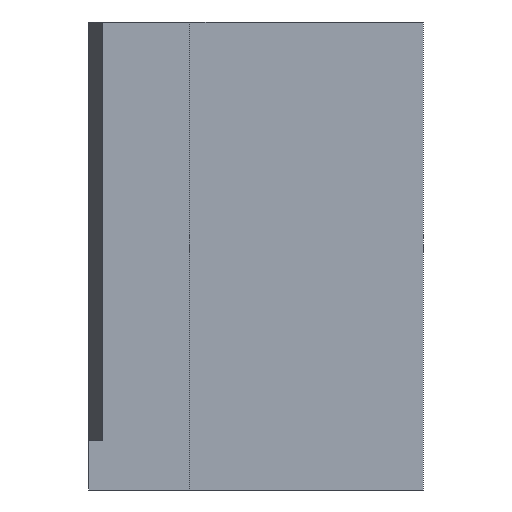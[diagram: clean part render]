
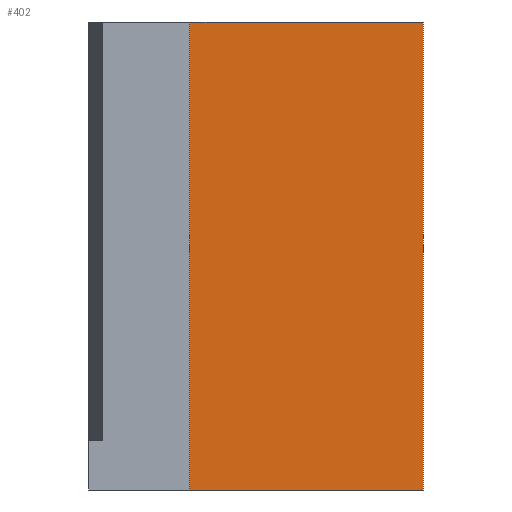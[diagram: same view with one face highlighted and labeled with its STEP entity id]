
A CAD part, front view. The second image highlights one B-rep face of the part: STEP entity #402.
In plain terms, the highlighted planar face has unit normal (0, -1, 0).
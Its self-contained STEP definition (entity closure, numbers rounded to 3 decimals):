
#32 = PLANE('',#33);
#33 = AXIS2_PLACEMENT_3D('',#34,#35,#36);
#34 = CARTESIAN_POINT('',(38.025,5.999,-9.057
    ));
#35 = DIRECTION('',(1.,0.,-0.));
#36 = DIRECTION('',(0.,0.,1.));
#55 = VERTEX_POINT('',#56);
#56 = CARTESIAN_POINT('',(38.025,27.,29.));
#69 = PLANE('',#70);
#70 = AXIS2_PLACEMENT_3D('',#71,#72,#73);
#71 = CARTESIAN_POINT('',(30.,27.,29.));
#72 = DIRECTION('',(0.,0.,1.));
#73 = DIRECTION('',(1.,0.,-0.));
#80 = EDGE_CURVE('',#81,#55,#83,.T.);
#81 = VERTEX_POINT('',#82);
#82 = CARTESIAN_POINT('',(38.025,27.,15.));
#83 = SURFACE_CURVE('',#84,(#88,#94),.PCURVE_S1.);
#84 = LINE('',#85,#86);
#85 = CARTESIAN_POINT('',(38.025,27.,-4.529));
#86 = VECTOR('',#87,1.);
#87 = DIRECTION('',(0.,0.,1.));
#88 = PCURVE('',#32,#89);
#89 = DEFINITIONAL_REPRESENTATION('',(#90),#93);
#90 = B_SPLINE_CURVE_WITH_KNOTS('',1,(#91,#92),.UNSPECIFIED.,.F.,.F.,(2,
    2),(4.529,45.357),.PIECEWISE_BEZIER_KNOTS.);
#91 = CARTESIAN_POINT('',(9.057,-21.001));
#92 = CARTESIAN_POINT('',(49.885,-21.001));
#93 = ( GEOMETRIC_REPRESENTATION_CONTEXT(2) 
PARAMETRIC_REPRESENTATION_CONTEXT() REPRESENTATION_CONTEXT('2D SPACE',''
  ) );
#94 = PCURVE('',#95,#100);
#95 = PLANE('',#96);
#96 = AXIS2_PLACEMENT_3D('',#97,#98,#99);
#97 = CARTESIAN_POINT('',(35.,27.,0.));
#98 = DIRECTION('',(-0.,1.,0.));
#99 = DIRECTION('',(0.,0.,1.));
#100 = DEFINITIONAL_REPRESENTATION('',(#101),#104);
#101 = B_SPLINE_CURVE_WITH_KNOTS('',1,(#102,#103),.UNSPECIFIED.,.F.,.F.,
  (2,2),(4.529,45.357),.PIECEWISE_BEZIER_KNOTS.);
#102 = CARTESIAN_POINT('',(0.,3.025));
#103 = CARTESIAN_POINT('',(40.828,3.025));
#104 = ( GEOMETRIC_REPRESENTATION_CONTEXT(2) 
PARAMETRIC_REPRESENTATION_CONTEXT() REPRESENTATION_CONTEXT('2D SPACE',''
  ) );
#119 = PLANE('',#120);
#120 = AXIS2_PLACEMENT_3D('',#121,#122,#123);
#121 = CARTESIAN_POINT('',(10.,25.,15.));
#122 = DIRECTION('',(0.,0.,1.));
#123 = DIRECTION('',(1.,0.,-0.));
#306 = EDGE_CURVE('',#81,#307,#309,.T.);
#307 = VERTEX_POINT('',#308);
#308 = CARTESIAN_POINT('',(45.,27.,15.));
#309 = SURFACE_CURVE('',#310,(#314,#320),.PCURVE_S1.);
#310 = LINE('',#311,#312);
#311 = CARTESIAN_POINT('',(22.5,27.,15.));
#312 = VECTOR('',#313,1.);
#313 = DIRECTION('',(1.,0.,-0.));
#314 = PCURVE('',#119,#315);
#315 = DEFINITIONAL_REPRESENTATION('',(#316),#319);
#316 = B_SPLINE_CURVE_WITH_KNOTS('',1,(#317,#318),.UNSPECIFIED.,.F.,.F.,
  (2,2),(15.525,40.313),.PIECEWISE_BEZIER_KNOTS.);
#317 = CARTESIAN_POINT('',(28.025,2.));
#318 = CARTESIAN_POINT('',(52.813,2.));
#319 = ( GEOMETRIC_REPRESENTATION_CONTEXT(2) 
PARAMETRIC_REPRESENTATION_CONTEXT() REPRESENTATION_CONTEXT('2D SPACE',''
  ) );
#320 = PCURVE('',#95,#321);
#321 = DEFINITIONAL_REPRESENTATION('',(#322),#325);
#322 = B_SPLINE_CURVE_WITH_KNOTS('',1,(#323,#324),.UNSPECIFIED.,.F.,.F.,
  (2,2),(15.525,40.313),.PIECEWISE_BEZIER_KNOTS.);
#323 = CARTESIAN_POINT('',(15.,3.025));
#324 = CARTESIAN_POINT('',(15.,27.813));
#325 = ( GEOMETRIC_REPRESENTATION_CONTEXT(2) 
PARAMETRIC_REPRESENTATION_CONTEXT() REPRESENTATION_CONTEXT('2D SPACE',''
  ) );
#342 = PLANE('',#343);
#343 = AXIS2_PLACEMENT_3D('',#344,#345,#346);
#344 = CARTESIAN_POINT('',(45.,25.,10.));
#345 = DIRECTION('',(1.,0.,-0.));
#346 = DIRECTION('',(0.,0.,1.));
#402 = ADVANCED_FACE('',(#403),#95,.F.);
#403 = FACE_BOUND('',#404,.F.);
#404 = EDGE_LOOP('',(#405,#406,#407,#430));
#405 = ORIENTED_EDGE('',*,*,#306,.F.);
#406 = ORIENTED_EDGE('',*,*,#80,.T.);
#407 = ORIENTED_EDGE('',*,*,#408,.T.);
#408 = EDGE_CURVE('',#55,#409,#411,.T.);
#409 = VERTEX_POINT('',#410);
#410 = CARTESIAN_POINT('',(45.,27.,29.));
#411 = SURFACE_CURVE('',#412,(#416,#423),.PCURVE_S1.);
#412 = LINE('',#413,#414);
#413 = CARTESIAN_POINT('',(30.,27.,29.));
#414 = VECTOR('',#415,1.);
#415 = DIRECTION('',(1.,0.,-0.));
#416 = PCURVE('',#95,#417);
#417 = DEFINITIONAL_REPRESENTATION('',(#418),#422);
#418 = LINE('',#419,#420);
#419 = CARTESIAN_POINT('',(29.,-5.));
#420 = VECTOR('',#421,1.);
#421 = DIRECTION('',(0.,1.));
#422 = ( GEOMETRIC_REPRESENTATION_CONTEXT(2) 
PARAMETRIC_REPRESENTATION_CONTEXT() REPRESENTATION_CONTEXT('2D SPACE',''
  ) );
#423 = PCURVE('',#69,#424);
#424 = DEFINITIONAL_REPRESENTATION('',(#425),#429);
#425 = LINE('',#426,#427);
#426 = CARTESIAN_POINT('',(0.,0.));
#427 = VECTOR('',#428,1.);
#428 = DIRECTION('',(1.,0.));
#429 = ( GEOMETRIC_REPRESENTATION_CONTEXT(2) 
PARAMETRIC_REPRESENTATION_CONTEXT() REPRESENTATION_CONTEXT('2D SPACE',''
  ) );
#430 = ORIENTED_EDGE('',*,*,#431,.T.);
#431 = EDGE_CURVE('',#409,#307,#432,.T.);
#432 = SURFACE_CURVE('',#433,(#437,#443),.PCURVE_S1.);
#433 = LINE('',#434,#435);
#434 = CARTESIAN_POINT('',(45.,27.,5.));
#435 = VECTOR('',#436,1.);
#436 = DIRECTION('',(-0.,0.,-1.));
#437 = PCURVE('',#95,#438);
#438 = DEFINITIONAL_REPRESENTATION('',(#439),#442);
#439 = B_SPLINE_CURVE_WITH_KNOTS('',1,(#440,#441),.UNSPECIFIED.,.F.,.F.,
  (2,2),(-35.828,-10.),.PIECEWISE_BEZIER_KNOTS.);
#440 = CARTESIAN_POINT('',(40.828,10.));
#441 = CARTESIAN_POINT('',(15.,10.));
#442 = ( GEOMETRIC_REPRESENTATION_CONTEXT(2) 
PARAMETRIC_REPRESENTATION_CONTEXT() REPRESENTATION_CONTEXT('2D SPACE',''
  ) );
#443 = PCURVE('',#342,#444);
#444 = DEFINITIONAL_REPRESENTATION('',(#445),#448);
#445 = B_SPLINE_CURVE_WITH_KNOTS('',1,(#446,#447),.UNSPECIFIED.,.F.,.F.,
  (2,2),(-35.828,-10.),.PIECEWISE_BEZIER_KNOTS.);
#446 = CARTESIAN_POINT('',(30.828,-2.));
#447 = CARTESIAN_POINT('',(5.,-2.));
#448 = ( GEOMETRIC_REPRESENTATION_CONTEXT(2) 
PARAMETRIC_REPRESENTATION_CONTEXT() REPRESENTATION_CONTEXT('2D SPACE',''
  ) );
